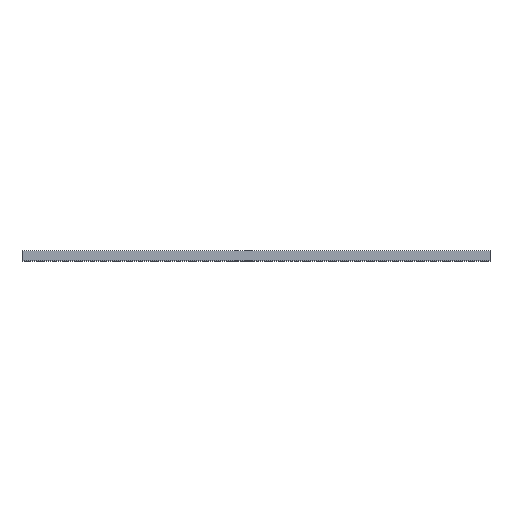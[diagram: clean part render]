
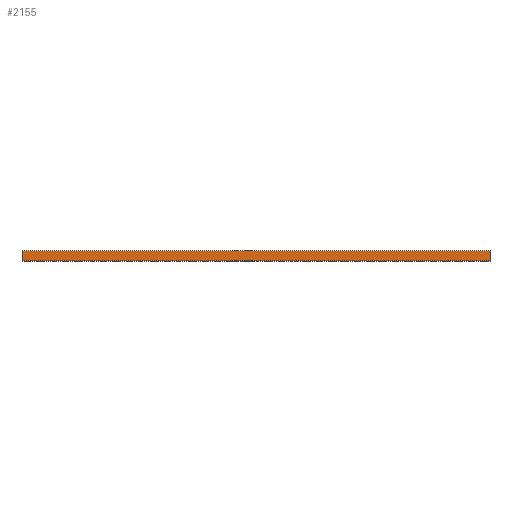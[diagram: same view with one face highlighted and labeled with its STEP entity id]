
A CAD part, top view. The second image highlights one B-rep face of the part: STEP entity #2155.
In plain terms, the highlighted planar face has unit normal (0, 0, 1).
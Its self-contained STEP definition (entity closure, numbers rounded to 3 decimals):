
#22 = DIRECTION ( 'NONE',  ( 0., 1., 0. ) ) ;
#210 = CARTESIAN_POINT ( 'NONE',  ( 1956., 0., -24.2 ) ) ;
#249 = DIRECTION ( 'NONE',  ( 1., 0., 0. ) ) ;
#548 = CARTESIAN_POINT ( 'NONE',  ( 1956., 1.8, -24.2 ) ) ;
#713 = LINE ( 'NONE', #548, #3812 ) ;
#1474 = EDGE_CURVE ( 'NONE', #5573, #4195, #1802, .T. ) ;
#1512 = CARTESIAN_POINT ( 'NONE',  ( 0., 44.15, -24.2 ) ) ;
#1784 = ORIENTED_EDGE ( 'NONE', *, *, #1474, .T. ) ;
#1802 = LINE ( 'NONE', #5051, #2546 ) ;
#1867 = FACE_OUTER_BOUND ( 'NONE', #3427, .T. ) ;
#1934 = CARTESIAN_POINT ( 'NONE',  ( 1956., 1.8, -24.2 ) ) ;
#2155 = ADVANCED_FACE ( 'NONE', ( #1867 ), #4325, .T. ) ;
#2384 = EDGE_CURVE ( 'NONE', #3682, #4093, #4272, .T. ) ;
#2386 = DIRECTION ( 'NONE',  ( -1., 0., 0. ) ) ;
#2546 = VECTOR ( 'NONE', #22, 1000. ) ;
#2631 = ORIENTED_EDGE ( 'NONE', *, *, #5541, .T. ) ;
#2635 = LINE ( 'NONE', #5562, #3046 ) ;
#2888 = ORIENTED_EDGE ( 'NONE', *, *, #4681, .F. ) ;
#3046 = VECTOR ( 'NONE', #5144, 1000. ) ;
#3427 = EDGE_LOOP ( 'NONE', ( #2631, #5212, #2888, #1784 ) ) ;
#3682 = VERTEX_POINT ( 'NONE', #5299 ) ;
#3812 = VECTOR ( 'NONE', #2386, 1000. ) ;
#4093 = VERTEX_POINT ( 'NONE', #1512 ) ;
#4195 = VERTEX_POINT ( 'NONE', #5103 ) ;
#4272 = LINE ( 'NONE', #4596, #4717 ) ;
#4325 = PLANE ( 'NONE',  #4504 ) ;
#4504 = AXIS2_PLACEMENT_3D ( 'NONE', #210, #5771, #249 ) ;
#4596 = CARTESIAN_POINT ( 'NONE',  ( 0., 0., -24.2 ) ) ;
#4681 = EDGE_CURVE ( 'NONE', #5573, #3682, #713, .T. ) ;
#4717 = VECTOR ( 'NONE', #5011, 1000. ) ;
#5011 = DIRECTION ( 'NONE',  ( 0., 1., 0. ) ) ;
#5051 = CARTESIAN_POINT ( 'NONE',  ( 1956., 0., -24.2 ) ) ;
#5103 = CARTESIAN_POINT ( 'NONE',  ( 1956., 44.15, -24.2 ) ) ;
#5144 = DIRECTION ( 'NONE',  ( -1., 0., 0. ) ) ;
#5212 = ORIENTED_EDGE ( 'NONE', *, *, #2384, .F. ) ;
#5299 = CARTESIAN_POINT ( 'NONE',  ( 0., 1.8, -24.2 ) ) ;
#5541 = EDGE_CURVE ( 'NONE', #4195, #4093, #2635, .T. ) ;
#5562 = CARTESIAN_POINT ( 'NONE',  ( 1956., 44.15, -24.2 ) ) ;
#5573 = VERTEX_POINT ( 'NONE', #1934 ) ;
#5771 = DIRECTION ( 'NONE',  ( 0., 0., 1. ) ) ;
